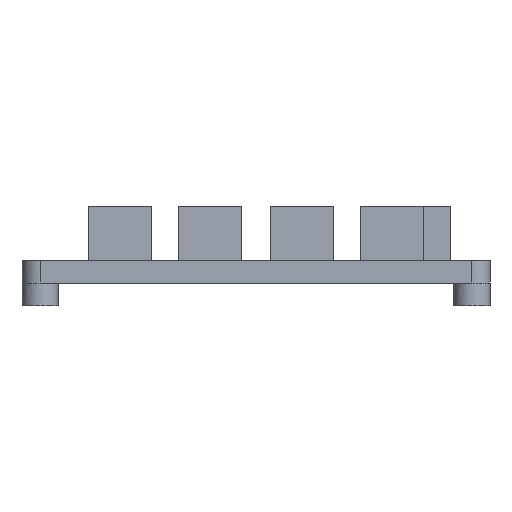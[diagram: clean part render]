
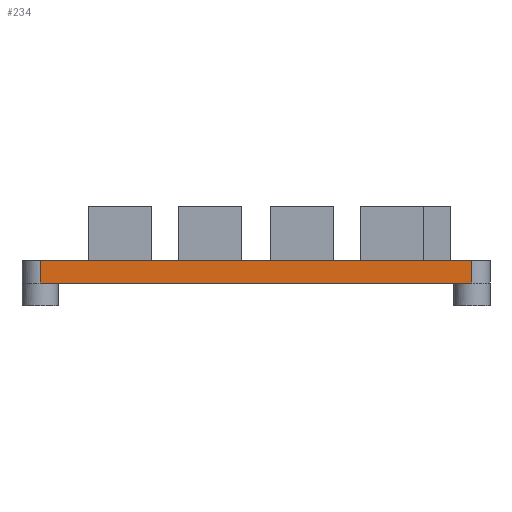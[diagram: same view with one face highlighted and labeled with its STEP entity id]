
A CAD part, front view. The second image highlights one B-rep face of the part: STEP entity #234.
In plain terms, the highlighted planar face has unit normal (0, -1, 0).
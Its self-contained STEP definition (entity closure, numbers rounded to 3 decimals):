
#234=ADVANCED_FACE('',(#498),#3444,.T.);
#498=FACE_OUTER_BOUND('',#762,.T.);
#762=EDGE_LOOP('',(#1799,#1800,#1801,#1802));
#1799=ORIENTED_EDGE('',*,*,#2071,.T.);
#1800=ORIENTED_EDGE('',*,*,#2345,.F.);
#1801=ORIENTED_EDGE('',*,*,#2339,.F.);
#1802=ORIENTED_EDGE('',*,*,#2347,.F.);
#2071=EDGE_CURVE('',#3050,#2897,#2568,.T.);
#2339=EDGE_CURVE('',#3226,#3074,#2875,.T.);
#2345=EDGE_CURVE('',#3074,#2897,#2788,.T.);
#2347=EDGE_CURVE('',#3050,#3226,#2790,.T.);
#2568=B_SPLINE_CURVE_WITH_KNOTS('',1,(#5094,#5095),.UNSPECIFIED.,.F.,.F.,
(2,2),(0.,2.5),.UNSPECIFIED.);
#2788=B_SPLINE_CURVE_WITH_KNOTS('',1,(#5729,#5730),.UNSPECIFIED.,.F.,.F.,
(2,2),(0.,48.),.UNSPECIFIED.);
#2790=B_SPLINE_CURVE_WITH_KNOTS('',1,(#5733,#5734,#5735,#5736),
 .UNSPECIFIED.,.F.,.F.,(2,1,1,2),(0.,23.862,24.138,
48.),.UNSPECIFIED.);
#2875=(
BOUNDED_CURVE()
B_SPLINE_CURVE(1,(#5710,#5711),.UNSPECIFIED.,.F.,.F.)
B_SPLINE_CURVE_WITH_KNOTS((2,2),(0.,2.5),.UNSPECIFIED.)
CURVE()
GEOMETRIC_REPRESENTATION_ITEM()
RATIONAL_B_SPLINE_CURVE((1.,1.))
REPRESENTATION_ITEM('')
);
#2897=VERTEX_POINT('',#4220);
#3050=VERTEX_POINT('',#4373);
#3074=VERTEX_POINT('',#4397);
#3226=VERTEX_POINT('',#4549);
#3444=PLANE('',#3752);
#3752=AXIS2_PLACEMENT_3D('',#4201,#3976,$);
#3976=DIRECTION('',(0.,-1.,0.));
#4201=CARTESIAN_POINT('',(1.52,0.,1.525));
#4220=CARTESIAN_POINT('',(2.,0.,-1.));
#4373=CARTESIAN_POINT('',(2.,0.,1.5));
#4397=CARTESIAN_POINT('',(50.,0.,-1.));
#4549=CARTESIAN_POINT('',(50.,0.,1.5));
#5094=CARTESIAN_POINT('',(2.,0.,1.5));
#5095=CARTESIAN_POINT('',(2.,0.,-1.));
#5710=CARTESIAN_POINT('',(50.,0.,1.5));
#5711=CARTESIAN_POINT('',(50.,0.,-1.));
#5729=CARTESIAN_POINT('',(50.,0.,-1.));
#5730=CARTESIAN_POINT('',(2.,0.,-1.));
#5733=CARTESIAN_POINT('',(2.,0.,1.5));
#5734=CARTESIAN_POINT('',(25.862,0.,1.5));
#5735=CARTESIAN_POINT('',(26.138,0.,1.5));
#5736=CARTESIAN_POINT('',(50.,0.,1.5));
